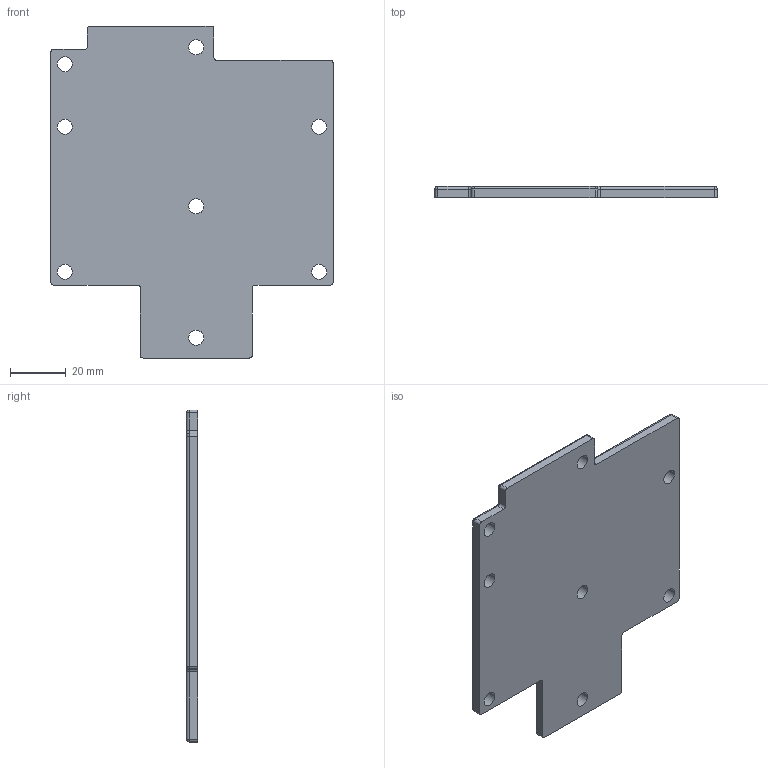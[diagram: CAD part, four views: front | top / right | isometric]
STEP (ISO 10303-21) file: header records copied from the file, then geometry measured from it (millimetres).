
FILE_DESCRIPTION (( 'STEP AP214' ), '1' );
FILE_NAME ('58D-35-XX1JJ_plaque seule.STEP', '2019-09-13T09:00:24', ( '' ), ( '' ), 'SwSTEP 2.0', 'SolidWorks 2019', '' );
FILE_SCHEMA (( 'AUTOMOTIVE_DESIGN' ));
Length unit declared in the file: millimetre
Products named in the file (1): 58D-35-XX1JJ_plaque seule
Bounding box: 100.8 x 3.96 x 118.6 mm (x, y, z)
Volume: 37765.5 mm3; surface area: 21183.5 mm2
Topology: 1 solids, 1 shells, 66 faces, 168 edges, 96 vertices
Faces by surface type: cylinder 40, plane 14, sphere 8, torus 4
Entity records: 2724 total; most frequent: DIRECTION 378, CARTESIAN_POINT 323, ORIENTED_EDGE 320, EDGE_CURVE 160, AXIS2_PLACEMENT_3D 151, VERTEX_POINT 96, CIRCLE 84, EDGE_LOOP 82
